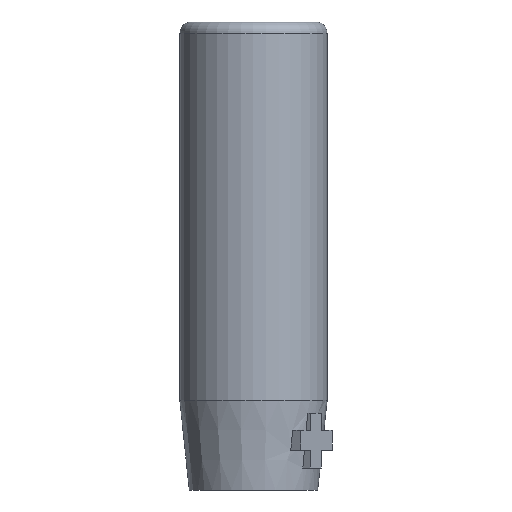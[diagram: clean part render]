
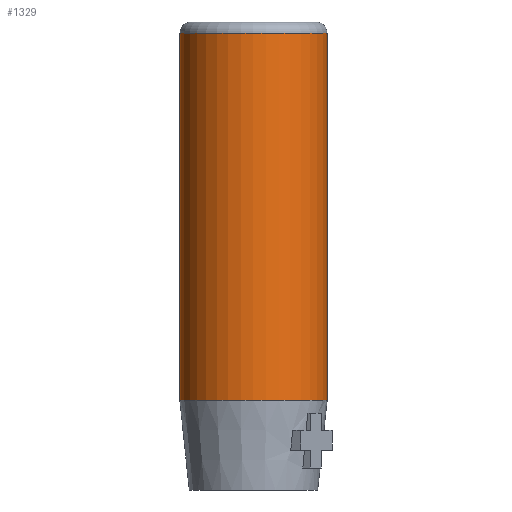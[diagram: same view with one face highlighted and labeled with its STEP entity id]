
A CAD part, front view. The second image highlights one B-rep face of the part: STEP entity #1329.
In plain terms, the highlighted cylindrical face has radius 6.65 mm (diameter 13.3 mm), a full revolution.
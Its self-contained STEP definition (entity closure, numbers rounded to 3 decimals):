
#28=FACE_BOUND('',#209,.T.);
#34=ELLIPSE('',#1421,12.617,6.65);
#35=ELLIPSE('',#1428,12.617,6.65);
#38=CYLINDRICAL_SURFACE('',#1441,6.65);
#126=FACE_OUTER_BOUND('',#208,.T.);
#208=EDGE_LOOP('',(#1005,#1006,#1007,#1008));
#209=EDGE_LOOP('',(#1009,#1010,#1011,#1012,#1013,#1014,#1015));
#292=LINE('',#2131,#381);
#303=LINE('',#2160,#392);
#309=LINE('',#2191,#398);
#381=VECTOR('',#1659,10.);
#392=VECTOR('',#1684,10.);
#398=VECTOR('',#1724,6.65);
#457=CIRCLE('',#1419,6.65);
#458=CIRCLE('',#1423,6.65);
#459=CIRCLE('',#1426,6.65);
#465=CIRCLE('',#1438,6.65);
#467=CIRCLE('',#1442,6.65);
#563=VERTEX_POINT('',#2129);
#564=VERTEX_POINT('',#2130);
#567=VERTEX_POINT('',#2138);
#569=VERTEX_POINT('',#2144);
#571=VERTEX_POINT('',#2150);
#572=VERTEX_POINT('',#2151);
#575=VERTEX_POINT('',#2159);
#581=VERTEX_POINT('',#2183);
#583=VERTEX_POINT('',#2190);
#712=EDGE_CURVE('',#563,#564,#292,.T.);
#716=EDGE_CURVE('',#567,#563,#457,.T.);
#719=EDGE_CURVE('',#569,#567,#34,.T.);
#722=EDGE_CURVE('',#571,#572,#458,.T.);
#726=EDGE_CURVE('',#575,#571,#303,.T.);
#729=EDGE_CURVE('',#564,#575,#459,.T.);
#731=EDGE_CURVE('',#572,#569,#35,.T.);
#739=EDGE_CURVE('',#581,#581,#465,.T.);
#741=EDGE_CURVE('',#581,#583,#309,.T.);
#742=EDGE_CURVE('',#583,#583,#467,.T.);
#1005=ORIENTED_EDGE('',*,*,#739,.F.);
#1006=ORIENTED_EDGE('',*,*,#741,.T.);
#1007=ORIENTED_EDGE('',*,*,#742,.T.);
#1008=ORIENTED_EDGE('',*,*,#741,.F.);
#1009=ORIENTED_EDGE('',*,*,#729,.T.);
#1010=ORIENTED_EDGE('',*,*,#726,.T.);
#1011=ORIENTED_EDGE('',*,*,#722,.T.);
#1012=ORIENTED_EDGE('',*,*,#731,.T.);
#1013=ORIENTED_EDGE('',*,*,#719,.T.);
#1014=ORIENTED_EDGE('',*,*,#716,.T.);
#1015=ORIENTED_EDGE('',*,*,#712,.T.);
#1329=ADVANCED_FACE('',(#126,#28),#38,.T.);
#1419=AXIS2_PLACEMENT_3D('',#2139,#1665,#1666);
#1421=AXIS2_PLACEMENT_3D('',#2145,#1671,#1672);
#1423=AXIS2_PLACEMENT_3D('',#2152,#1677,#1678);
#1426=AXIS2_PLACEMENT_3D('',#2165,#1689,#1690);
#1428=AXIS2_PLACEMENT_3D('',#2168,#1694,#1695);
#1438=AXIS2_PLACEMENT_3D('',#2185,#1716,#1717);
#1441=AXIS2_PLACEMENT_3D('',#2189,#1722,#1723);
#1442=AXIS2_PLACEMENT_3D('',#2192,#1725,#1726);
#1659=DIRECTION('',(0.,0.,-1.));
#1665=DIRECTION('center_axis',(0.,0.,-1.));
#1666=DIRECTION('ref_axis',(1.,0.,0.));
#1671=DIRECTION('center_axis',(-0.85,0.,0.527));
#1672=DIRECTION('ref_axis',(0.527,0.,0.85));
#1677=DIRECTION('center_axis',(0.,0.,-1.));
#1678=DIRECTION('ref_axis',(1.,0.,0.));
#1684=DIRECTION('',(0.,0.,1.));
#1689=DIRECTION('center_axis',(0.,0.,-1.));
#1690=DIRECTION('ref_axis',(1.,0.,0.));
#1694=DIRECTION('center_axis',(0.85,0.,0.527));
#1695=DIRECTION('ref_axis',(0.527,0.,-0.85));
#1716=DIRECTION('center_axis',(0.,0.,1.));
#1717=DIRECTION('ref_axis',(-1.,0.,0.));
#1722=DIRECTION('center_axis',(0.,0.,1.));
#1723=DIRECTION('ref_axis',(1.,0.,0.));
#1724=DIRECTION('',(0.,0.,-1.));
#1725=DIRECTION('center_axis',(0.,0.,1.));
#1726=DIRECTION('ref_axis',(1.,0.,0.));
#2129=CARTESIAN_POINT('',(-1.,6.574,-2.87));
#2130=CARTESIAN_POINT('',(-1.,6.574,-8.545));
#2131=CARTESIAN_POINT('',(-1.,6.574,-3.081));
#2138=CARTESIAN_POINT('',(-2.,6.342,-2.87));
#2139=CARTESIAN_POINT('Origin',(0.,0.,-2.87));
#2144=CARTESIAN_POINT('',(0.,6.65,0.354));
#2145=CARTESIAN_POINT('Origin',(0.,0.,0.354));
#2150=CARTESIAN_POINT('',(1.,6.574,-2.87));
#2151=CARTESIAN_POINT('',(2.,6.342,-2.87));
#2152=CARTESIAN_POINT('Origin',(0.,0.,-2.87));
#2159=CARTESIAN_POINT('',(1.,6.574,-8.545));
#2160=CARTESIAN_POINT('',(1.,6.574,-3.081));
#2165=CARTESIAN_POINT('Origin',(0.,0.,-8.545));
#2168=CARTESIAN_POINT('Origin',(0.,0.,0.354));
#2183=CARTESIAN_POINT('',(-6.65,0.,13.));
#2185=CARTESIAN_POINT('Origin',(0.,0.,13.));
#2189=CARTESIAN_POINT('Origin',(0.,0.,-3.081));
#2190=CARTESIAN_POINT('',(-6.65,0.,-20.162));
#2191=CARTESIAN_POINT('',(-6.65,0.,-3.081));
#2192=CARTESIAN_POINT('Origin',(0.,0.,-20.162));
